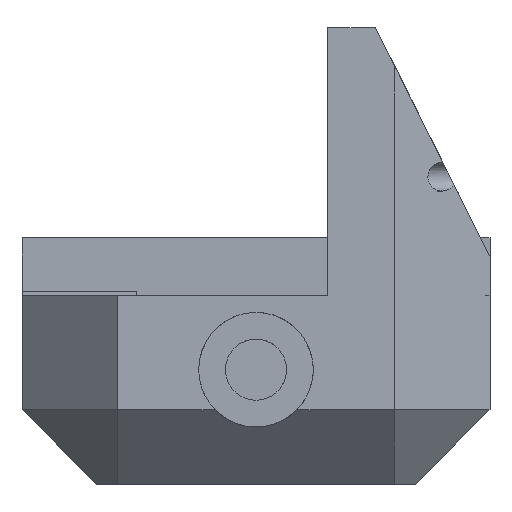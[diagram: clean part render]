
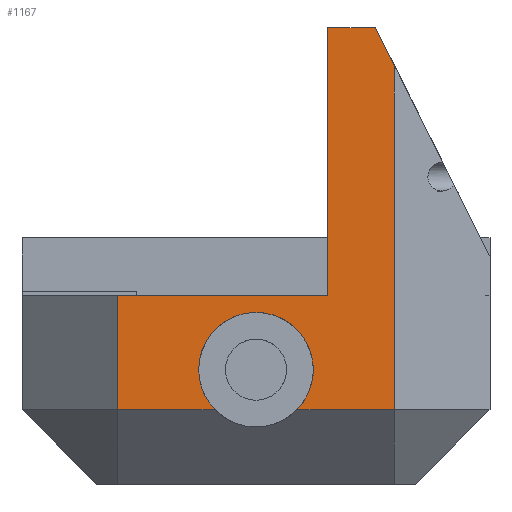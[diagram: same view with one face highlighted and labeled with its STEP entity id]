
A CAD part, front view. The second image highlights one B-rep face of the part: STEP entity #1167.
In plain terms, the highlighted planar face has unit normal (0, -1, 0).
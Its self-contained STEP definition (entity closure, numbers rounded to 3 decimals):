
#43=CIRCLE('',#1252,3.);
#46=CIRCLE('',#1255,3.);
#74=FACE_OUTER_BOUND('',#135,.T.);
#135=EDGE_LOOP('',(#812,#813,#814,#815,#816,#817,#818,#819,#820,#821));
#215=LINE('',#1732,#355);
#216=LINE('',#1734,#356);
#217=LINE('',#1736,#357);
#218=LINE('',#1738,#358);
#219=LINE('',#1740,#359);
#220=LINE('',#1742,#360);
#221=LINE('',#1744,#361);
#222=LINE('',#1745,#362);
#355=VECTOR('',#1396,10.);
#356=VECTOR('',#1397,10.);
#357=VECTOR('',#1398,10.);
#358=VECTOR('',#1399,10.);
#359=VECTOR('',#1400,10.);
#360=VECTOR('',#1401,10.);
#361=VECTOR('',#1402,10.);
#362=VECTOR('',#1403,10.);
#495=VERTEX_POINT('',#1716);
#496=VERTEX_POINT('',#1717);
#497=VERTEX_POINT('',#1719);
#501=VERTEX_POINT('',#1731);
#502=VERTEX_POINT('',#1733);
#503=VERTEX_POINT('',#1735);
#504=VERTEX_POINT('',#1737);
#505=VERTEX_POINT('',#1739);
#506=VERTEX_POINT('',#1741);
#507=VERTEX_POINT('',#1743);
#618=EDGE_CURVE('',#497,#495,#43,.T.);
#622=EDGE_CURVE('',#496,#497,#46,.T.);
#624=EDGE_CURVE('',#501,#495,#215,.T.);
#625=EDGE_CURVE('',#502,#501,#216,.T.);
#626=EDGE_CURVE('',#503,#502,#217,.T.);
#627=EDGE_CURVE('',#504,#503,#218,.T.);
#628=EDGE_CURVE('',#504,#505,#219,.T.);
#629=EDGE_CURVE('',#505,#506,#220,.T.);
#630=EDGE_CURVE('',#507,#506,#221,.T.);
#631=EDGE_CURVE('',#496,#507,#222,.T.);
#812=ORIENTED_EDGE('',*,*,#622,.T.);
#813=ORIENTED_EDGE('',*,*,#618,.T.);
#814=ORIENTED_EDGE('',*,*,#624,.F.);
#815=ORIENTED_EDGE('',*,*,#625,.F.);
#816=ORIENTED_EDGE('',*,*,#626,.F.);
#817=ORIENTED_EDGE('',*,*,#627,.F.);
#818=ORIENTED_EDGE('',*,*,#628,.T.);
#819=ORIENTED_EDGE('',*,*,#629,.T.);
#820=ORIENTED_EDGE('',*,*,#630,.F.);
#821=ORIENTED_EDGE('',*,*,#631,.F.);
#1115=PLANE('',#1258);
#1167=ADVANCED_FACE('',(#74),#1115,.T.);
#1252=AXIS2_PLACEMENT_3D('',#1720,#1381,#1382);
#1255=AXIS2_PLACEMENT_3D('',#1726,#1388,#1389);
#1258=AXIS2_PLACEMENT_3D('',#1730,#1394,#1395);
#1381=DIRECTION('center_axis',(0.,1.,0.));
#1382=DIRECTION('ref_axis',(1.,0.,0.));
#1388=DIRECTION('center_axis',(0.,1.,0.));
#1389=DIRECTION('ref_axis',(1.,0.,0.));
#1394=DIRECTION('center_axis',(0.,-1.,0.));
#1395=DIRECTION('ref_axis',(1.,0.,0.));
#1396=DIRECTION('',(-1.,0.,0.));
#1397=DIRECTION('',(0.,0.,-1.));
#1398=DIRECTION('',(0.447,0.,-0.894));
#1399=DIRECTION('',(1.,0.,0.));
#1400=DIRECTION('',(0.,0.,-1.));
#1401=DIRECTION('',(-1.,0.,0.));
#1402=DIRECTION('',(0.,0.,1.));
#1403=DIRECTION('',(-1.,0.,0.));
#1716=CARTESIAN_POINT('',(2.142,0.,5.));
#1717=CARTESIAN_POINT('',(-2.142,0.,5.));
#1719=CARTESIAN_POINT('',(-3.,0.,7.1));
#1720=CARTESIAN_POINT('Origin',(0.,0.,
7.1));
#1726=CARTESIAN_POINT('Origin',(0.,0.,
7.1));
#1730=CARTESIAN_POINT('Origin',(-12.25,0.,0.));
#1731=CARTESIAN_POINT('',(7.25,0.,5.));
#1732=CARTESIAN_POINT('',(-6.125,0.,5.));
#1733=CARTESIAN_POINT('',(7.25,0.,23.));
#1734=CARTESIAN_POINT('',(7.25,0.,0.));
#1735=CARTESIAN_POINT('',(6.25,0.,25.));
#1736=CARTESIAN_POINT('',(10.9,0.,15.7));
#1737=CARTESIAN_POINT('',(3.75,0.,25.));
#1738=CARTESIAN_POINT('',(12.25,0.,25.));
#1739=CARTESIAN_POINT('',(3.75,0.,11.));
#1740=CARTESIAN_POINT('',(3.75,0.,6.5));
#1741=CARTESIAN_POINT('',(-7.25,0.,11.));
#1742=CARTESIAN_POINT('',(-12.25,0.,11.));
#1743=CARTESIAN_POINT('',(-7.25,0.,5.));
#1744=CARTESIAN_POINT('',(-7.25,0.,0.));
#1745=CARTESIAN_POINT('',(-6.125,0.,5.));
